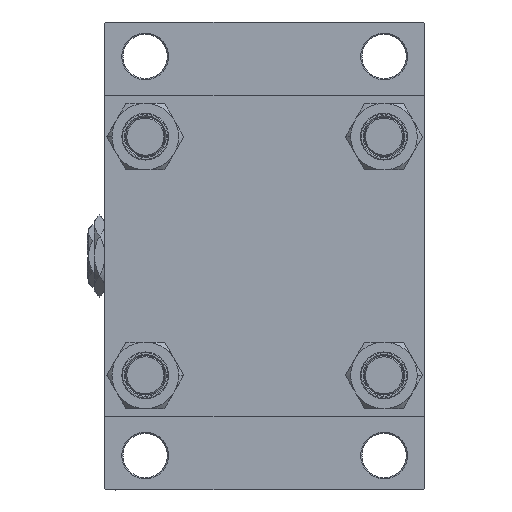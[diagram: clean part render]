
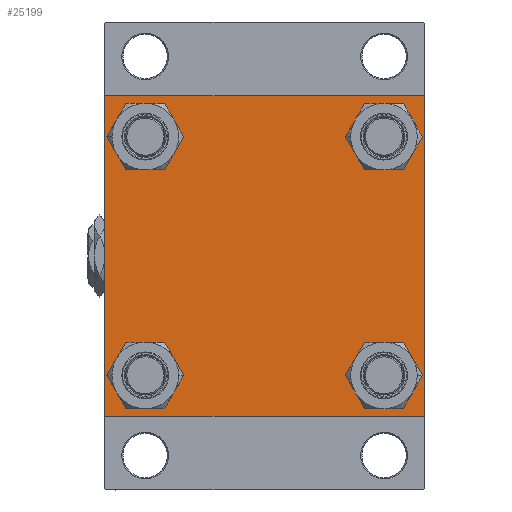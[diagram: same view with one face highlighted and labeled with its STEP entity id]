
A CAD part, left-side view. The second image highlights one B-rep face of the part: STEP entity #25199.
In plain terms, the highlighted planar face has unit normal (-1, 0, 0).
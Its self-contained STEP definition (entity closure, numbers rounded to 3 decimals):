
#66 = EDGE_CURVE ( 'NONE', #15652, #27494, #36726, .T. ) ;
#421 = VERTEX_POINT ( 'NONE', #20220 ) ;
#471 = DIRECTION ( 'NONE',  ( 1., 0., 0. ) ) ;
#583 = LINE ( 'NONE', #2076, #17607 ) ;
#782 = CARTESIAN_POINT ( 'NONE',  ( 0., 48.45, 48.45 ) ) ;
#1289 = DIRECTION ( 'NONE',  ( 0., 0., 1. ) ) ;
#1816 = FACE_BOUND ( 'NONE', #29386, .T. ) ;
#1902 = VERTEX_POINT ( 'NONE', #41891 ) ;
#2076 = CARTESIAN_POINT ( 'NONE',  ( 0., -64.75, -64.75 ) ) ;
#2574 = DIRECTION ( 'NONE',  ( 0., -0.707, 0.707 ) ) ;
#2575 = VERTEX_POINT ( 'NONE', #45163 ) ;
#3112 = CARTESIAN_POINT ( 'NONE',  ( 0., -65., -64.5 ) ) ;
#3639 = EDGE_CURVE ( 'NONE', #46866, #47385, #24727, .T. ) ;
#3769 = CARTESIAN_POINT ( 'NONE',  ( 0., -48.45, -48.45 ) ) ;
#5247 = DIRECTION ( 'NONE',  ( 0., 0., -1. ) ) ;
#5571 = EDGE_CURVE ( 'NONE', #27271, #43781, #26794, .T. ) ;
#5770 = VECTOR ( 'NONE', #7056, 1000. ) ;
#6218 = EDGE_LOOP ( 'NONE', ( #47735, #34156, #34558, #12424, #29042, #16195, #10856, #34444 ) ) ;
#6675 = AXIS2_PLACEMENT_3D ( 'NONE', #33777, #11236, #29978 ) ;
#7056 = DIRECTION ( 'NONE',  ( 0., -0.707, -0.707 ) ) ;
#7072 = EDGE_CURVE ( 'NONE', #21829, #2575, #42196, .T. ) ;
#7312 = CARTESIAN_POINT ( 'NONE',  ( 0., 64.75, -64.75 ) ) ;
#7451 = EDGE_CURVE ( 'NONE', #17360, #35081, #9882, .T. ) ;
#7916 = CARTESIAN_POINT ( 'NONE',  ( 0., 64.5, -65. ) ) ;
#9283 = CARTESIAN_POINT ( 'NONE',  ( 0., -65., 65. ) ) ;
#9335 = AXIS2_PLACEMENT_3D ( 'NONE', #3769, #471, #11359 ) ;
#9428 = DIRECTION ( 'NONE',  ( 1., 0., 0. ) ) ;
#9777 = EDGE_CURVE ( 'NONE', #2575, #21829, #22816, .T. ) ;
#9882 = CIRCLE ( 'NONE', #11510, 8.5 ) ;
#10185 = EDGE_CURVE ( 'NONE', #43781, #11787, #33415, .T. ) ;
#10195 = DIRECTION ( 'NONE',  ( 0., 0.707, 0.707 ) ) ;
#10856 = ORIENTED_EDGE ( 'NONE', *, *, #20923, .F. ) ;
#11236 = DIRECTION ( 'NONE',  ( 1., 0., 0. ) ) ;
#11359 = DIRECTION ( 'NONE',  ( 0., 0., 1. ) ) ;
#11510 = AXIS2_PLACEMENT_3D ( 'NONE', #782, #11916, #47047 ) ;
#11587 = CIRCLE ( 'NONE', #37443, 8.5 ) ;
#11765 = VERTEX_POINT ( 'NONE', #48066 ) ;
#11787 = VERTEX_POINT ( 'NONE', #18225 ) ;
#11916 = DIRECTION ( 'NONE',  ( 1., 0., 0. ) ) ;
#11938 = ORIENTED_EDGE ( 'NONE', *, *, #17953, .T. ) ;
#12023 = CARTESIAN_POINT ( 'NONE',  ( 0., 65., 65. ) ) ;
#12424 = ORIENTED_EDGE ( 'NONE', *, *, #26123, .T. ) ;
#13918 = VECTOR ( 'NONE', #21764, 1000. ) ;
#13990 = DIRECTION ( 'NONE',  ( 1., 0., 0. ) ) ;
#14186 = ORIENTED_EDGE ( 'NONE', *, *, #7072, .T. ) ;
#14823 = DIRECTION ( 'NONE',  ( 0., 0., -1. ) ) ;
#15161 = AXIS2_PLACEMENT_3D ( 'NONE', #48633, #13990, #45095 ) ;
#15652 = VERTEX_POINT ( 'NONE', #38288 ) ;
#15900 = CARTESIAN_POINT ( 'NONE',  ( 0., 48.45, -56.95 ) ) ;
#16177 = CARTESIAN_POINT ( 'NONE',  ( 0., 65., 65. ) ) ;
#16195 = ORIENTED_EDGE ( 'NONE', *, *, #30557, .T. ) ;
#16608 = ORIENTED_EDGE ( 'NONE', *, *, #35398, .T. ) ;
#17186 = VECTOR ( 'NONE', #33256, 1000. ) ;
#17248 = PLANE ( 'NONE',  #44197 ) ;
#17360 = VERTEX_POINT ( 'NONE', #44438 ) ;
#17607 = VECTOR ( 'NONE', #2574, 1000. ) ;
#17953 = EDGE_CURVE ( 'NONE', #421, #48501, #24685, .T. ) ;
#18225 = CARTESIAN_POINT ( 'NONE',  ( 0., -64.5, -65. ) ) ;
#19071 = DIRECTION ( 'NONE',  ( 1., 0., 0. ) ) ;
#19364 = LINE ( 'NONE', #12023, #39837 ) ;
#20220 = CARTESIAN_POINT ( 'NONE',  ( 0., -48.45, -39.95 ) ) ;
#20376 = EDGE_LOOP ( 'NONE', ( #16608, #36472 ) ) ;
#20794 = FACE_BOUND ( 'NONE', #22121, .T. ) ;
#20923 = EDGE_CURVE ( 'NONE', #11765, #45526, #35426, .T. ) ;
#21041 = FACE_BOUND ( 'NONE', #40731, .T. ) ;
#21346 = CARTESIAN_POINT ( 'NONE',  ( 0., 64.75, 64.75 ) ) ;
#21542 = FACE_OUTER_BOUND ( 'NONE', #6218, .T. ) ;
#21752 = CARTESIAN_POINT ( 'NONE',  ( 0., 65., -64.5 ) ) ;
#21764 = DIRECTION ( 'NONE',  ( 0., -1., 0. ) ) ;
#21829 = VERTEX_POINT ( 'NONE', #33146 ) ;
#22121 = EDGE_LOOP ( 'NONE', ( #11938, #30331 ) ) ;
#22816 = CIRCLE ( 'NONE', #32540, 8.5 ) ;
#24197 = CARTESIAN_POINT ( 'NONE',  ( 0., -64.5, 65. ) ) ;
#24685 = CIRCLE ( 'NONE', #9335, 8.5 ) ;
#24727 = LINE ( 'NONE', #9283, #36998 ) ;
#24855 = FACE_BOUND ( 'NONE', #20376, .T. ) ;
#25080 = DIRECTION ( 'NONE',  ( 1., 0., 0. ) ) ;
#25199 = ADVANCED_FACE ( 'NONE', ( #21041, #20794, #1816, #24855, #21542 ), #17248, .T. ) ;
#25597 = DIRECTION ( 'NONE',  ( 0., 0., 1. ) ) ;
#25656 = CARTESIAN_POINT ( 'NONE',  ( 0., -48.45, -56.95 ) ) ;
#26123 = EDGE_CURVE ( 'NONE', #11787, #47385, #583, .T. ) ;
#26181 = AXIS2_PLACEMENT_3D ( 'NONE', #44509, #35953, #1289 ) ;
#26794 = LINE ( 'NONE', #7312, #5770 ) ;
#27271 = VERTEX_POINT ( 'NONE', #21752 ) ;
#27494 = VERTEX_POINT ( 'NONE', #15900 ) ;
#28103 = CIRCLE ( 'NONE', #15161, 8.5 ) ;
#28144 = DIRECTION ( 'NONE',  ( 0., 0., 1. ) ) ;
#28935 = DIRECTION ( 'NONE',  ( 0., 0., 1. ) ) ;
#29042 = ORIENTED_EDGE ( 'NONE', *, *, #3639, .F. ) ;
#29386 = EDGE_LOOP ( 'NONE', ( #32851, #38917 ) ) ;
#29978 = DIRECTION ( 'NONE',  ( 0., 0., 1. ) ) ;
#30239 = CIRCLE ( 'NONE', #26181, 8.5 ) ;
#30331 = ORIENTED_EDGE ( 'NONE', *, *, #38843, .T. ) ;
#30557 = EDGE_CURVE ( 'NONE', #46866, #45526, #41535, .T. ) ;
#32540 = AXIS2_PLACEMENT_3D ( 'NONE', #40526, #9428, #28935 ) ;
#32699 = CARTESIAN_POINT ( 'NONE',  ( 0., 0., 0. ) ) ;
#32701 = EDGE_CURVE ( 'NONE', #11765, #1902, #41066, .T. ) ;
#32851 = ORIENTED_EDGE ( 'NONE', *, *, #66, .T. ) ;
#33146 = CARTESIAN_POINT ( 'NONE',  ( 0., -48.45, 39.95 ) ) ;
#33256 = DIRECTION ( 'NONE',  ( 0., 0.707, -0.707 ) ) ;
#33415 = LINE ( 'NONE', #40976, #13918 ) ;
#33777 = CARTESIAN_POINT ( 'NONE',  ( 0., -48.45, 48.45 ) ) ;
#34156 = ORIENTED_EDGE ( 'NONE', *, *, #5571, .T. ) ;
#34444 = ORIENTED_EDGE ( 'NONE', *, *, #32701, .T. ) ;
#34518 = DIRECTION ( 'NONE',  ( 0., 0., 1. ) ) ;
#34558 = ORIENTED_EDGE ( 'NONE', *, *, #10185, .T. ) ;
#35081 = VERTEX_POINT ( 'NONE', #49964 ) ;
#35398 = EDGE_CURVE ( 'NONE', #35081, #17360, #11587, .T. ) ;
#35426 = LINE ( 'NONE', #16177, #47456 ) ;
#35646 = VECTOR ( 'NONE', #10195, 1000. ) ;
#35953 = DIRECTION ( 'NONE',  ( 1., 0., 0. ) ) ;
#36472 = ORIENTED_EDGE ( 'NONE', *, *, #7451, .T. ) ;
#36726 = CIRCLE ( 'NONE', #46417, 8.5 ) ;
#36998 = VECTOR ( 'NONE', #5247, 1000. ) ;
#37443 = AXIS2_PLACEMENT_3D ( 'NONE', #42571, #19071, #34518 ) ;
#38052 = EDGE_CURVE ( 'NONE', #1902, #27271, #19364, .T. ) ;
#38288 = CARTESIAN_POINT ( 'NONE',  ( 0., 48.45, -39.95 ) ) ;
#38843 = EDGE_CURVE ( 'NONE', #48501, #421, #30239, .T. ) ;
#38917 = ORIENTED_EDGE ( 'NONE', *, *, #47415, .T. ) ;
#39837 = VECTOR ( 'NONE', #14823, 1000. ) ;
#40526 = CARTESIAN_POINT ( 'NONE',  ( 0., -48.45, 48.45 ) ) ;
#40731 = EDGE_LOOP ( 'NONE', ( #42541, #14186 ) ) ;
#40976 = CARTESIAN_POINT ( 'NONE',  ( 0., 65., -65. ) ) ;
#41066 = LINE ( 'NONE', #21346, #17186 ) ;
#41535 = LINE ( 'NONE', #45085, #35646 ) ;
#41891 = CARTESIAN_POINT ( 'NONE',  ( 0., 65., 64.5 ) ) ;
#42196 = CIRCLE ( 'NONE', #6675, 8.5 ) ;
#42541 = ORIENTED_EDGE ( 'NONE', *, *, #9777, .T. ) ;
#42571 = CARTESIAN_POINT ( 'NONE',  ( 0., 48.45, 48.45 ) ) ;
#43409 = CARTESIAN_POINT ( 'NONE',  ( 0., -65., 64.5 ) ) ;
#43781 = VERTEX_POINT ( 'NONE', #7916 ) ;
#43967 = DIRECTION ( 'NONE',  ( 0., -1., 0. ) ) ;
#44197 = AXIS2_PLACEMENT_3D ( 'NONE', #32699, #48089, #25597 ) ;
#44288 = CARTESIAN_POINT ( 'NONE',  ( 0., 48.45, -48.45 ) ) ;
#44438 = CARTESIAN_POINT ( 'NONE',  ( 0., 48.45, 39.95 ) ) ;
#44509 = CARTESIAN_POINT ( 'NONE',  ( 0., -48.45, -48.45 ) ) ;
#45085 = CARTESIAN_POINT ( 'NONE',  ( 0., -64.75, 64.75 ) ) ;
#45095 = DIRECTION ( 'NONE',  ( 0., 0., 1. ) ) ;
#45163 = CARTESIAN_POINT ( 'NONE',  ( 0., -48.45, 56.95 ) ) ;
#45526 = VERTEX_POINT ( 'NONE', #24197 ) ;
#46417 = AXIS2_PLACEMENT_3D ( 'NONE', #44288, #25080, #28144 ) ;
#46866 = VERTEX_POINT ( 'NONE', #43409 ) ;
#47047 = DIRECTION ( 'NONE',  ( 0., 0., 1. ) ) ;
#47385 = VERTEX_POINT ( 'NONE', #3112 ) ;
#47415 = EDGE_CURVE ( 'NONE', #27494, #15652, #28103, .T. ) ;
#47456 = VECTOR ( 'NONE', #43967, 1000. ) ;
#47735 = ORIENTED_EDGE ( 'NONE', *, *, #38052, .T. ) ;
#48066 = CARTESIAN_POINT ( 'NONE',  ( 0., 64.5, 65. ) ) ;
#48089 = DIRECTION ( 'NONE',  ( -1., 0., 0. ) ) ;
#48501 = VERTEX_POINT ( 'NONE', #25656 ) ;
#48633 = CARTESIAN_POINT ( 'NONE',  ( 0., 48.45, -48.45 ) ) ;
#49964 = CARTESIAN_POINT ( 'NONE',  ( 0., 48.45, 56.95 ) ) ;
